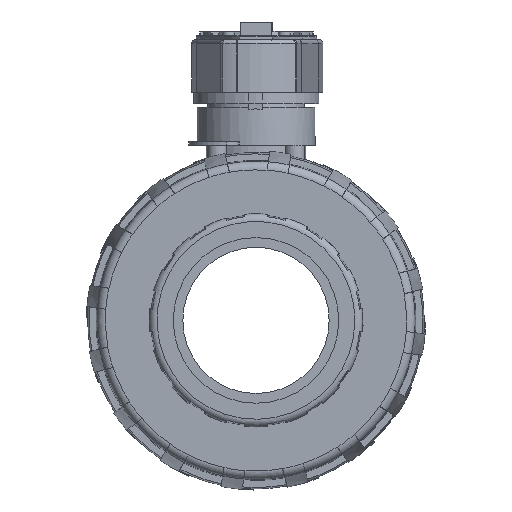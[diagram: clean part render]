
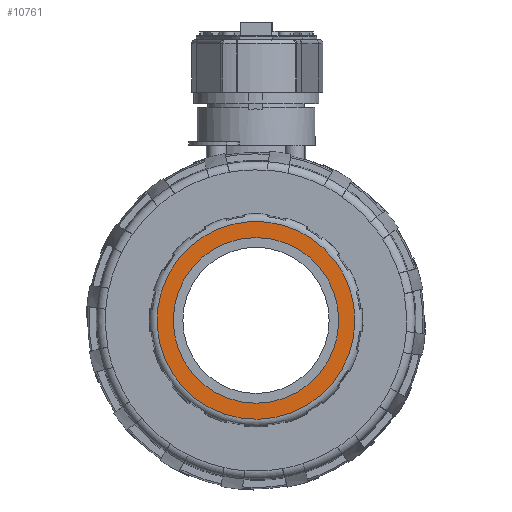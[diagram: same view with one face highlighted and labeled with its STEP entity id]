
A CAD part, left-side view. The second image highlights one B-rep face of the part: STEP entity #10761.
In plain terms, the highlighted face is planar.
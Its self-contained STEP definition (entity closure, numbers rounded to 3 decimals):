
#562=FACE_BOUND($,#2230,.T.);
#1563=FACE_OUTER_BOUND($,#2229,.T.);
#2229=EDGE_LOOP($,(#9903));
#2230=EDGE_LOOP($,(#9904));
#2722=CIRCLE($,#11780,50.711);
#2741=CIRCLE($,#11801,42.45);
#5043=VERTEX_POINT($,#21654);
#5078=VERTEX_POINT($,#21742);
#6577=EDGE_CURVE($,#5043,#5043,#2722,.T.);
#6628=EDGE_CURVE($,#5078,#5078,#2741,.T.);
#9903=ORIENTED_EDGE($,*,*,#6577,.T.);
#9904=ORIENTED_EDGE($,*,*,#6628,.T.);
#10162=PLANE($,#11886);
#10761=ADVANCED_FACE($,(#1563,#562),#10162,.T.);
#11780=AXIS2_PLACEMENT_3D($,#21655,#14455,#14456);
#11801=AXIS2_PLACEMENT_3D($,#21743,#14529,#14530);
#11886=AXIS2_PLACEMENT_3D($,#21924,#14763,#14764);
#14455=DIRECTION('center_axis',(0.,1.,0.));
#14456=DIRECTION('ref_axis',(-1.,0.,0.));
#14529=DIRECTION('center_axis',(0.,-1.,0.));
#14530=DIRECTION('ref_axis',(0.,0.,1.));
#14763=DIRECTION('center_axis',(0.,1.,0.));
#14764=DIRECTION('ref_axis',(0.,0.,1.));
#21654=CARTESIAN_POINT('',(-50.711,43.361,-0.519));
#21655=CARTESIAN_POINT('Origin',(0.,43.361,-0.519));
#21742=CARTESIAN_POINT('',(0.,43.361,-42.969));
#21743=CARTESIAN_POINT('Origin',(0.,43.361,-0.519));
#21924=CARTESIAN_POINT('Origin',(0.,43.361,21.756));
